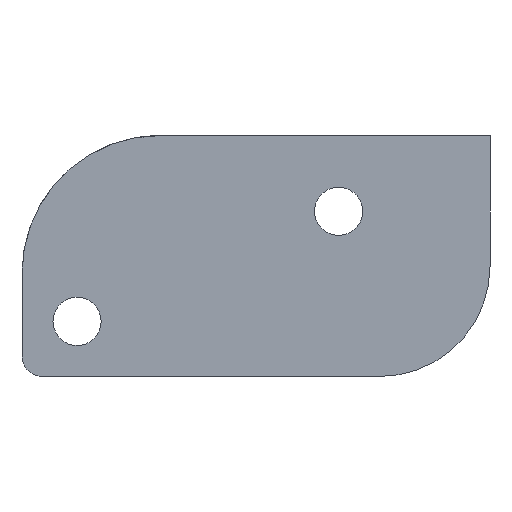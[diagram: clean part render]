
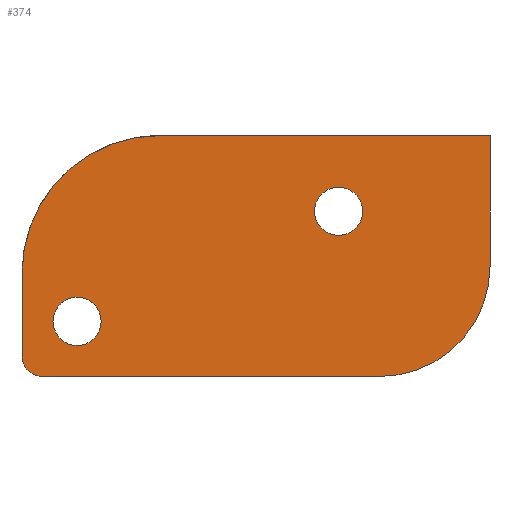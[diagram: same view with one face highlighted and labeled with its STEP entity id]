
A CAD part, front view. The second image highlights one B-rep face of the part: STEP entity #374.
In plain terms, the highlighted planar face has unit normal (0, -1, 0).
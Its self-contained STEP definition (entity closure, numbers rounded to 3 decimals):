
#18 = EDGE_LOOP ( 'NONE', ( #2779, #535 ) ) ;
#96 = LINE ( 'NONE', #1656, #1665 ) ;
#104 = EDGE_CURVE ( 'NONE', #824, #232, #1933, .T. ) ;
#105 = CARTESIAN_POINT ( 'NONE',  ( 22., 0., -4. ) ) ;
#166 = EDGE_CURVE ( 'NONE', #1704, #824, #2078, .T. ) ;
#226 = DIRECTION ( 'NONE',  ( 0., -1., 0. ) ) ;
#232 = VERTEX_POINT ( 'NONE', #2745 ) ;
#247 = DIRECTION ( 'NONE',  ( 0., 0., 1. ) ) ;
#256 = CARTESIAN_POINT ( 'NONE',  ( -12., 0., -10.5 ) ) ;
#271 = DIRECTION ( 'NONE',  ( 0., 1., 0. ) ) ;
#281 = ORIENTED_EDGE ( 'NONE', *, *, #104, .T. ) ;
#283 = CARTESIAN_POINT ( 'NONE',  ( -8., 0., -6.25 ) ) ;
#318 = CARTESIAN_POINT ( 'NONE',  ( 11., 0., -1.75 ) ) ;
#359 = VERTEX_POINT ( 'NONE', #1900 ) ;
#374 = ADVANCED_FACE ( 'NONE', ( #1632, #785, #1597 ), #2405, .F. ) ;
#385 = EDGE_LOOP ( 'NONE', ( #2339, #2050, #281, #826, #1200, #474, #2459 ) ) ;
#434 = CIRCLE ( 'NONE', #2344, 8. ) ;
#449 = VERTEX_POINT ( 'NONE', #1508 ) ;
#467 = CARTESIAN_POINT ( 'NONE',  ( 22., 0., 0. ) ) ;
#474 = ORIENTED_EDGE ( 'NONE', *, *, #1659, .F. ) ;
#528 = VECTOR ( 'NONE', #2797, 1000. ) ;
#535 = ORIENTED_EDGE ( 'NONE', *, *, #2669, .T. ) ;
#672 = CARTESIAN_POINT ( 'NONE',  ( 0., 0., 0. ) ) ;
#677 = DIRECTION ( 'NONE',  ( 0., 0., 1. ) ) ;
#702 = DIRECTION ( 'NONE',  ( 0., 0., 1. ) ) ;
#763 = VERTEX_POINT ( 'NONE', #2296 ) ;
#785 = FACE_BOUND ( 'NONE', #1458, .T. ) ;
#810 = EDGE_CURVE ( 'NONE', #1704, #359, #96, .T. ) ;
#824 = VERTEX_POINT ( 'NONE', #1621 ) ;
#826 = ORIENTED_EDGE ( 'NONE', *, *, #1367, .F. ) ;
#827 = CARTESIAN_POINT ( 'NONE',  ( 0., 0., 5.5 ) ) ;
#840 = LINE ( 'NONE', #827, #528 ) ;
#853 = DIRECTION ( 'NONE',  ( 0., 1., 0. ) ) ;
#905 = LINE ( 'NONE', #467, #1374 ) ;
#907 = AXIS2_PLACEMENT_3D ( 'NONE', #1960, #2399, #1312 ) ;
#985 = DIRECTION ( 'NONE',  ( 0., -1., 0. ) ) ;
#1010 = DIRECTION ( 'NONE',  ( 0., 0., 1. ) ) ;
#1017 = CIRCLE ( 'NONE', #1386, 10. ) ;
#1105 = CIRCLE ( 'NONE', #1705, 1.75 ) ;
#1116 = CARTESIAN_POINT ( 'NONE',  ( 11., 0., 1.75 ) ) ;
#1200 = ORIENTED_EDGE ( 'NONE', *, *, #2533, .F. ) ;
#1222 = AXIS2_PLACEMENT_3D ( 'NONE', #672, #853, #247 ) ;
#1227 = VERTEX_POINT ( 'NONE', #1116 ) ;
#1290 = DIRECTION ( 'NONE',  ( 0., 1., 0. ) ) ;
#1308 = CARTESIAN_POINT ( 'NONE',  ( 14., 0., -4. ) ) ;
#1312 = DIRECTION ( 'NONE',  ( 0., 0., 1. ) ) ;
#1314 = DIRECTION ( 'NONE',  ( 0., 0., 1. ) ) ;
#1367 = EDGE_CURVE ( 'NONE', #2097, #232, #434, .T. ) ;
#1374 = VECTOR ( 'NONE', #1920, 1000. ) ;
#1386 = AXIS2_PLACEMENT_3D ( 'NONE', #1941, #226, #2403 ) ;
#1458 = EDGE_LOOP ( 'NONE', ( #2613, #1776 ) ) ;
#1508 = CARTESIAN_POINT ( 'NONE',  ( 22., 0., 5.5 ) ) ;
#1545 = DIRECTION ( 'NONE',  ( 0., 1., 0. ) ) ;
#1597 = FACE_OUTER_BOUND ( 'NONE', #385, .T. ) ;
#1621 = CARTESIAN_POINT ( 'NONE',  ( -10.5, 0., -12. ) ) ;
#1632 = FACE_BOUND ( 'NONE', #18, .T. ) ;
#1638 = DIRECTION ( 'NONE',  ( 0., 0., 1. ) ) ;
#1656 = CARTESIAN_POINT ( 'NONE',  ( -12., 0., 0. ) ) ;
#1659 = EDGE_CURVE ( 'NONE', #2667, #449, #840, .T. ) ;
#1665 = VECTOR ( 'NONE', #1010, 1000. ) ;
#1704 = VERTEX_POINT ( 'NONE', #256 ) ;
#1705 = AXIS2_PLACEMENT_3D ( 'NONE', #1782, #271, #677 ) ;
#1712 = EDGE_CURVE ( 'NONE', #1872, #1227, #2379, .T. ) ;
#1735 = AXIS2_PLACEMENT_3D ( 'NONE', #2380, #1290, #1314 ) ;
#1750 = EDGE_CURVE ( 'NONE', #2667, #359, #1017, .T. ) ;
#1758 = AXIS2_PLACEMENT_3D ( 'NONE', #2508, #2726, #1811 ) ;
#1776 = ORIENTED_EDGE ( 'NONE', *, *, #2266, .T. ) ;
#1782 = CARTESIAN_POINT ( 'NONE',  ( -8., 0., -8. ) ) ;
#1811 = DIRECTION ( 'NONE',  ( 0., 0., 1. ) ) ;
#1821 = CIRCLE ( 'NONE', #1758, 1.75 ) ;
#1857 = CARTESIAN_POINT ( 'NONE',  ( -10.5, 0., -10.5 ) ) ;
#1872 = VERTEX_POINT ( 'NONE', #318 ) ;
#1900 = CARTESIAN_POINT ( 'NONE',  ( -12., 0., -4.5 ) ) ;
#1913 = AXIS2_PLACEMENT_3D ( 'NONE', #1857, #985, #1638 ) ;
#1920 = DIRECTION ( 'NONE',  ( 0., 0., -1. ) ) ;
#1933 = LINE ( 'NONE', #2242, #2664 ) ;
#1941 = CARTESIAN_POINT ( 'NONE',  ( -2., 0., -4.5 ) ) ;
#1960 = CARTESIAN_POINT ( 'NONE',  ( 11., 0., 0. ) ) ;
#1978 = CARTESIAN_POINT ( 'NONE',  ( -2., 0., 5.5 ) ) ;
#2050 = ORIENTED_EDGE ( 'NONE', *, *, #166, .T. ) ;
#2078 = CIRCLE ( 'NONE', #1913, 1.5 ) ;
#2097 = VERTEX_POINT ( 'NONE', #105 ) ;
#2242 = CARTESIAN_POINT ( 'NONE',  ( 0., 0., -12. ) ) ;
#2266 = EDGE_CURVE ( 'NONE', #1227, #1872, #2271, .T. ) ;
#2271 = CIRCLE ( 'NONE', #907, 1.75 ) ;
#2296 = CARTESIAN_POINT ( 'NONE',  ( -8., 0., -9.75 ) ) ;
#2339 = ORIENTED_EDGE ( 'NONE', *, *, #810, .F. ) ;
#2344 = AXIS2_PLACEMENT_3D ( 'NONE', #1308, #1545, #702 ) ;
#2379 = CIRCLE ( 'NONE', #1735, 1.75 ) ;
#2380 = CARTESIAN_POINT ( 'NONE',  ( 11., 0., 0. ) ) ;
#2399 = DIRECTION ( 'NONE',  ( 0., 1., 0. ) ) ;
#2403 = DIRECTION ( 'NONE',  ( 0., 0., 1. ) ) ;
#2405 = PLANE ( 'NONE',  #1222 ) ;
#2459 = ORIENTED_EDGE ( 'NONE', *, *, #1750, .T. ) ;
#2508 = CARTESIAN_POINT ( 'NONE',  ( -8., 0., -8. ) ) ;
#2533 = EDGE_CURVE ( 'NONE', #449, #2097, #905, .T. ) ;
#2609 = VERTEX_POINT ( 'NONE', #283 ) ;
#2613 = ORIENTED_EDGE ( 'NONE', *, *, #1712, .T. ) ;
#2629 = EDGE_CURVE ( 'NONE', #763, #2609, #1105, .T. ) ;
#2652 = DIRECTION ( 'NONE',  ( 1., 0., 0. ) ) ;
#2664 = VECTOR ( 'NONE', #2652, 1000. ) ;
#2667 = VERTEX_POINT ( 'NONE', #1978 ) ;
#2669 = EDGE_CURVE ( 'NONE', #2609, #763, #1821, .T. ) ;
#2726 = DIRECTION ( 'NONE',  ( 0., 1., 0. ) ) ;
#2745 = CARTESIAN_POINT ( 'NONE',  ( 14., 0., -12. ) ) ;
#2779 = ORIENTED_EDGE ( 'NONE', *, *, #2629, .T. ) ;
#2797 = DIRECTION ( 'NONE',  ( 1., 0., 0. ) ) ;
